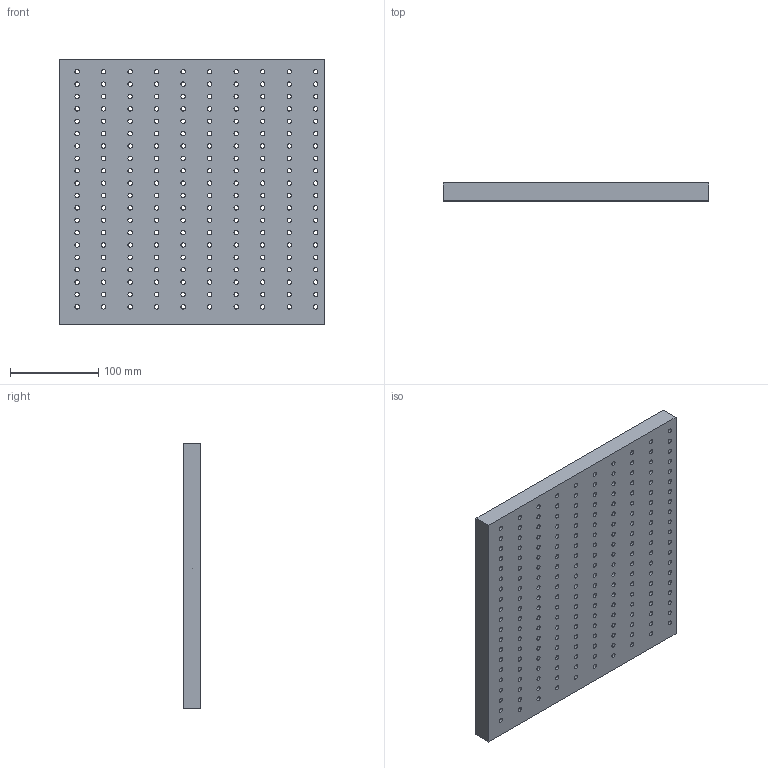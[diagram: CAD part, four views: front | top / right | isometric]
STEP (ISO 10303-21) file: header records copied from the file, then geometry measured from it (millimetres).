
FILE_DESCRIPTION((''),'2;1');
FILE_NAME('PRT0002','2021-09-22T01:55:58',('Mudit'),(''),'CREO PARAMETRIC BY PTC INC, 2021063','CREO PARAMETRIC BY PTC INC, 2021063','');
FILE_SCHEMA(('CONFIG_CONTROL_DESIGN'));
Length unit declared in the file: millimetre
Products named in the file (1): PRT0002
Bounding box: 300 x 20 x 300 mm (x, y, z)
Volume: 1721460.2 mm3; surface area: 258977.9 mm2
Topology: 1 solids, 1 shells, 406 faces, 1212 edges, 808 vertices
Faces by surface type: cylinder 400, plane 6
Entity records: 14994 total; most frequent: DIRECTION 2824, CARTESIAN_POINT 2426, ORIENTED_EDGE 2424, EDGE_CURVE 1212, AXIS2_PLACEMENT_3D 1206, VERTEX_POINT 808, EDGE_LOOP 806, CIRCLE 800
